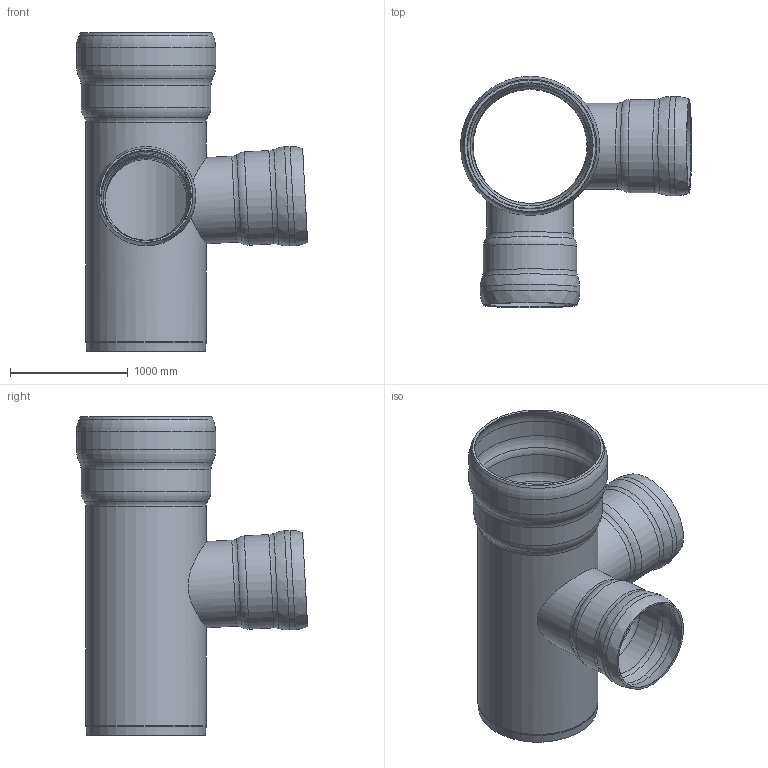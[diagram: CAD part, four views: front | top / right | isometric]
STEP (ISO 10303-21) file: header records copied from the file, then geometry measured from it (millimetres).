
FILE_DESCRIPTION(/* description */ (''),/* implementation_level */ '2;1');
FILE_NAME(/* name */ '00261.DCCX_3D.stp',/* time_stamp */ '2024-12-11T12:41:27+01:00',/* author */ ('CAD'),/* organization */ (''),/* preprocessor_version */ 'ST-DEVELOPER v20',/* originating_system */ 'AutoCAD Mechanical',/* authorisation */ '');
FILE_SCHEMA (('AUTOMOTIVE_DESIGN { 1 0 10303 214 3 1 1 }'));
Length unit declared in the file: centimetre
Products named in the file (2): Product; *S0
Assembly tree (1 placements, depth 2):
  Product
    *S0
Bounding box: 1958.96 x 1958.96 x 2699.97 mm (x, y, z)
Volume: 230427750 mm3; surface area: 25216847.5 mm2
Topology: 3 solids, 3 shells, 64 faces, 175 edges, 114 vertices
Faces by surface type: torus 24, cylinder 22, bspline 8, cone 6, plane 4
Full cylindrical faces by diameter (mm): 698 x4, 730 x2, 760 x2, 792 x2, 810 x2, 842 x2, 980 x1, 1020 x1, 1060 x1, 1100 x1, 1140 x1, 1180 x1
Entity records: 3309 total; most frequent: CARTESIAN_POINT 1565, DIRECTION 406, ORIENTED_EDGE 350, AXIS2_PLACEMENT_3D 189, EDGE_CURVE 175, CIRCLE 128, VERTEX_POINT 114, EDGE_LOOP 71
